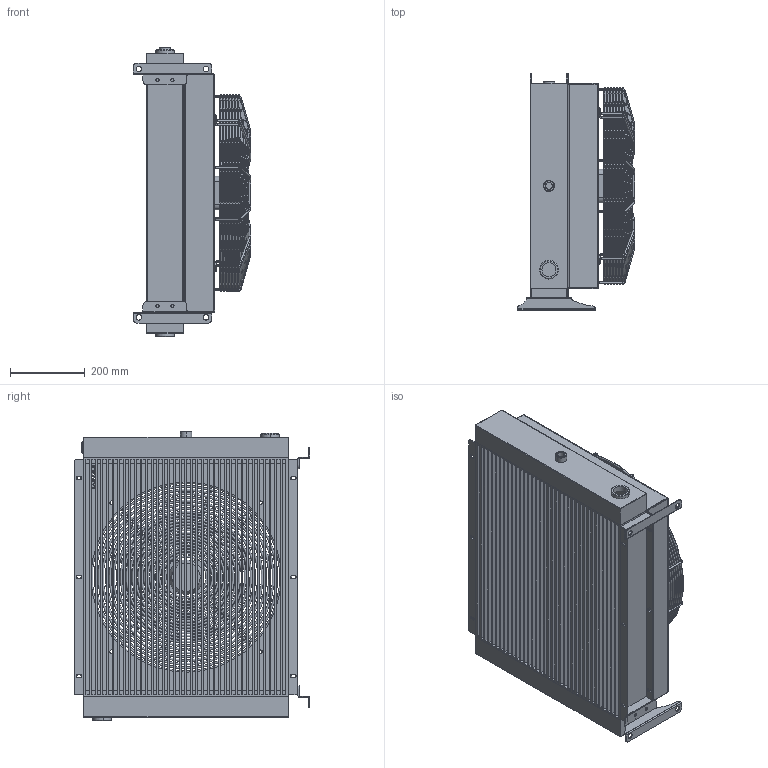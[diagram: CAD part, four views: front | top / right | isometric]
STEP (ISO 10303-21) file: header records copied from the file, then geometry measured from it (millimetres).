
FILE_DESCRIPTION (( 'STEP AP203' ), '1' );
FILE_NAME ('UMB-A20Y (220V).STEP', '2023-03-19T12:11:03', ( 'mc' ), ( '' ), 'SwSTEP 2.0', 'SolidWorks 2012', '' );
FILE_SCHEMA (( 'CONFIG_CONTROL_DESIGN' ));
Length unit declared in the file: millimetre
Products named in the file (14): UMB-A20Y (220V); SF-500 METAL FAN; Aynalama100GOVDE AYAK; 100GOVDE AYAK; UMB-A18Y AYAK SABITLEME; FAN SF-500-DAVLUMBAZI; UKRA A20 COOLER; 5.THERMOSTAT; 5.INLET&OUTLET; 5.BY-PASS M.; 5.B.TANK; 5.T.TANK; 5.FRAME; 5.CORE
Assembly tree (18 placements, depth 3):
  UMB-A20Y (220V)
    UKRA A20 COOLER
      5.CORE
      5.FRAME  x4
      5.T.TANK
      5.B.TANK
      5.BY-PASS M.
      5.INLET&OUTLET  x2
      5.THERMOSTAT
    FAN SF-500-DAVLUMBAZI
    UMB-A18Y AYAK SABITLEME  x2
    100GOVDE AYAK
    Aynalama100GOVDE AYAK
    SF-500 METAL FAN
Bounding box: 315 x 631.73 x 776 mm (x, y, z)
Volume: 16707791 mm3; surface area: 7262645.9 mm2
Topology: 55 solids, 55 shells, 1148 faces, 2902 edges, 1798 vertices
Faces by surface type: plane 438, cylinder 396, torus 276, bspline 16, cone 14, sphere 8
Entity records: 34916 total; most frequent: CARTESIAN_POINT 6523, DIRECTION 6042, ORIENTED_EDGE 5360, EDGE_CURVE 2680, AXIS2_PLACEMENT_3D 2365, VERTEX_POINT 1656, LINE 1312, VECTOR 1312
